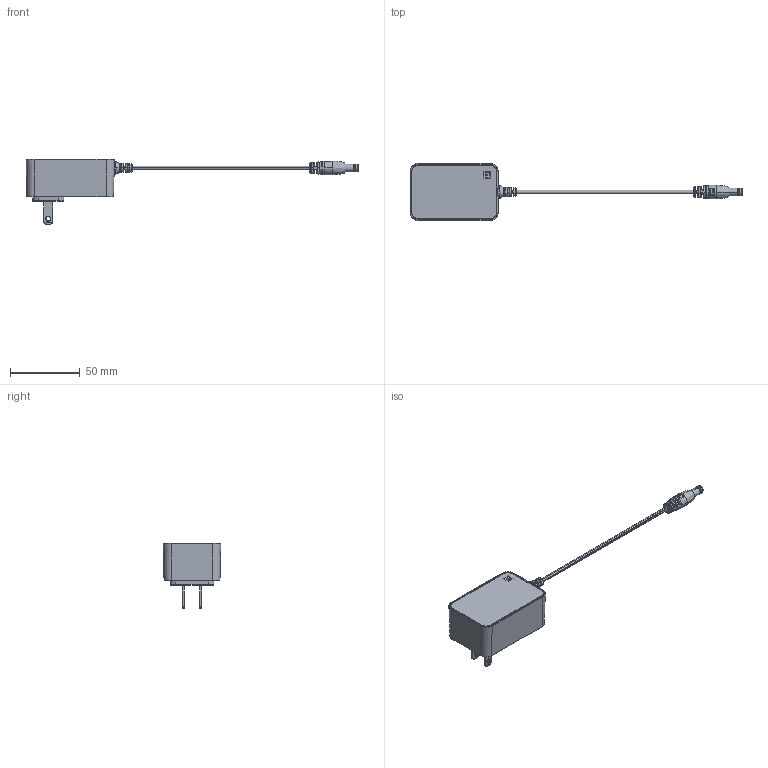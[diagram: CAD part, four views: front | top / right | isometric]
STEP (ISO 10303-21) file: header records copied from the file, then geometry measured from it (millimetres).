
FILE_DESCRIPTION (( 'STEP AP203' ), '1' );
FILE_NAME ('16-00142.STEP', '2019-08-13T20:57:05', ( '' ), ( '' ), 'SwSTEP 2.0', 'SolidWorks 2015', '' );
FILE_SCHEMA (( 'CONFIG_CONTROL_DESIGN' ));
Length unit declared in the file: millimetre
Products named in the file (14): 26-00004_bottom; 50-00133 contact; UL_1-15 pin; 10-03163; 26-00004; Nema 1-15 plug; 26-00004_top; 30-00341_stripped and tinned; 24-00003; 50-00133 insulator; 16-00142; 24-00279; 50-00133 shell; 50-00133
Assembly tree (14 placements, depth 4):
  16-00142
    26-00004
      26-00004_bottom
      26-00004_top
    10-03163
      30-00341_stripped and tinned
      24-00003
      24-00279
      50-00133
        50-00133 contact
        50-00133 insulator
        50-00133 shell
    Nema 1-15 plug
      UL_1-15 pin  x2
Bounding box: 238.31 x 41.48 x 47 mm (x, y, z)
Volume: 21951.8 mm3; surface area: 33228.3 mm2
Topology: 92 solids, 92 shells, 1163 faces, 2631 edges, 1712 vertices
Faces by surface type: plane 600, cylinder 350, bspline 123, torus 46, cone 44
Entity records: 39010 total; most frequent: CARTESIAN_POINT 12291, DIRECTION 5200, ORIENTED_EDGE 5134, EDGE_CURVE 2567, AXIS2_PLACEMENT_3D 1968, VERTEX_POINT 1672, VECTOR 1264, LINE 1264
